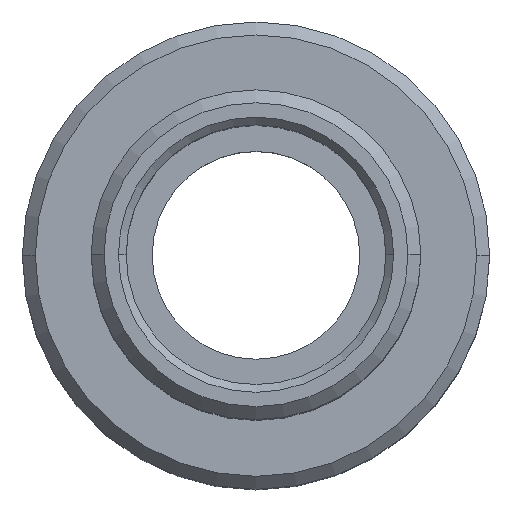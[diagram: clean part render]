
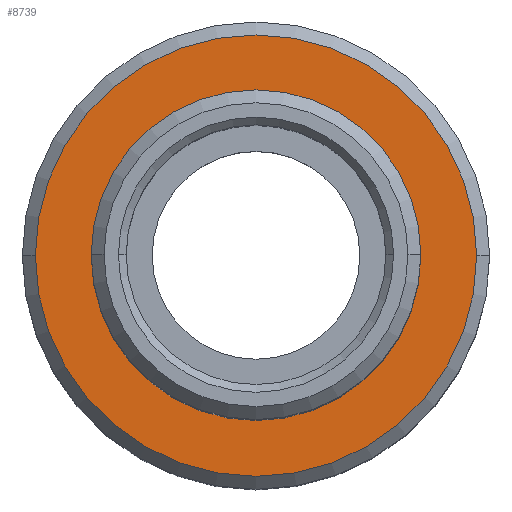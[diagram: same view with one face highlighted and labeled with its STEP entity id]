
A CAD part, top view. The second image highlights one B-rep face of the part: STEP entity #8739.
In plain terms, the highlighted planar face has unit normal (0, 0, 1).
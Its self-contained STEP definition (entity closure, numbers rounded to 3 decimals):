
#474 = CIRCLE ( 'NONE', #6887, 8.5 ) ;
#539 = EDGE_LOOP ( 'NONE', ( #11534, #10328 ) ) ;
#542 = CARTESIAN_POINT ( 'NONE',  ( 6.35, 0., -21. ) ) ;
#579 = CIRCLE ( 'NONE', #10276, 6.35 ) ;
#599 = DIRECTION ( 'NONE',  ( -1., 0., 0. ) ) ;
#655 = EDGE_CURVE ( 'NONE', #5457, #9077, #474, .T. ) ;
#889 = CARTESIAN_POINT ( 'NONE',  ( -8.5, 0., -21. ) ) ;
#990 = VERTEX_POINT ( 'NONE', #4825 ) ;
#2272 = DIRECTION ( 'NONE',  ( 0., 0., 1. ) ) ;
#2385 = VERTEX_POINT ( 'NONE', #542 ) ;
#2670 = AXIS2_PLACEMENT_3D ( 'NONE', #14234, #5339, #15713 ) ;
#3219 = FACE_BOUND ( 'NONE', #19048, .T. ) ;
#3451 = PLANE ( 'NONE',  #19142 ) ;
#4477 = ORIENTED_EDGE ( 'NONE', *, *, #13729, .F. ) ;
#4825 = CARTESIAN_POINT ( 'NONE',  ( -6.35, 0., -21. ) ) ;
#5339 = DIRECTION ( 'NONE',  ( 0., 0., 1. ) ) ;
#5348 = CIRCLE ( 'NONE', #9135, 6.35 ) ;
#5457 = VERTEX_POINT ( 'NONE', #889 ) ;
#5916 = CARTESIAN_POINT ( 'NONE',  ( 0., 0., -21. ) ) ;
#6640 = EDGE_CURVE ( 'NONE', #990, #2385, #579, .T. ) ;
#6887 = AXIS2_PLACEMENT_3D ( 'NONE', #9923, #8418, #17326 ) ;
#7392 = DIRECTION ( 'NONE',  ( -1., 0., 0. ) ) ;
#8418 = DIRECTION ( 'NONE',  ( 0., 0., 1. ) ) ;
#8739 = ADVANCED_FACE ( 'NONE', ( #11091, #3219 ), #3451, .F. ) ;
#9077 = VERTEX_POINT ( 'NONE', #10213 ) ;
#9135 = AXIS2_PLACEMENT_3D ( 'NONE', #11122, #2272, #12612 ) ;
#9454 = DIRECTION ( 'NONE',  ( 0., 0., -1. ) ) ;
#9923 = CARTESIAN_POINT ( 'NONE',  ( 0., 0., -21. ) ) ;
#10213 = CARTESIAN_POINT ( 'NONE',  ( 8.5, 0., -21. ) ) ;
#10276 = AXIS2_PLACEMENT_3D ( 'NONE', #5916, #16284, #7392 ) ;
#10328 = ORIENTED_EDGE ( 'NONE', *, *, #11770, .T. ) ;
#11091 = FACE_OUTER_BOUND ( 'NONE', #539, .T. ) ;
#11122 = CARTESIAN_POINT ( 'NONE',  ( 0., 0., -21. ) ) ;
#11214 = ORIENTED_EDGE ( 'NONE', *, *, #6640, .F. ) ;
#11534 = ORIENTED_EDGE ( 'NONE', *, *, #655, .T. ) ;
#11770 = EDGE_CURVE ( 'NONE', #9077, #5457, #13693, .T. ) ;
#12612 = DIRECTION ( 'NONE',  ( -1., 0., 0. ) ) ;
#13693 = CIRCLE ( 'NONE', #2670, 8.5 ) ;
#13729 = EDGE_CURVE ( 'NONE', #2385, #990, #5348, .T. ) ;
#14234 = CARTESIAN_POINT ( 'NONE',  ( 0., 0., -21. ) ) ;
#15713 = DIRECTION ( 'NONE',  ( -1., 0., 0. ) ) ;
#16284 = DIRECTION ( 'NONE',  ( 0., 0., 1. ) ) ;
#17326 = DIRECTION ( 'NONE',  ( -1., 0., 0. ) ) ;
#18373 = CARTESIAN_POINT ( 'NONE',  ( 0., 0., -21. ) ) ;
#19048 = EDGE_LOOP ( 'NONE', ( #4477, #11214 ) ) ;
#19142 = AXIS2_PLACEMENT_3D ( 'NONE', #18373, #9454, #599 ) ;
